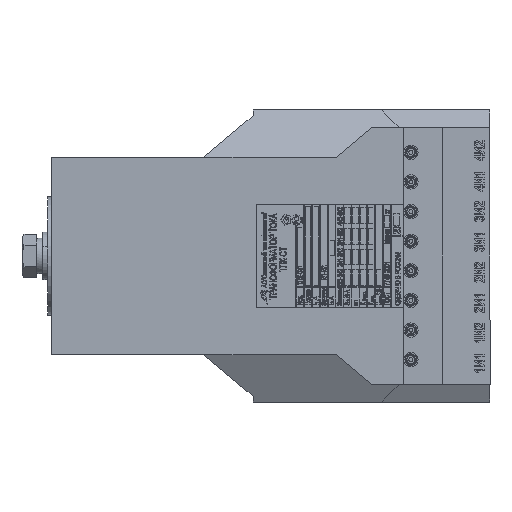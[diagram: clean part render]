
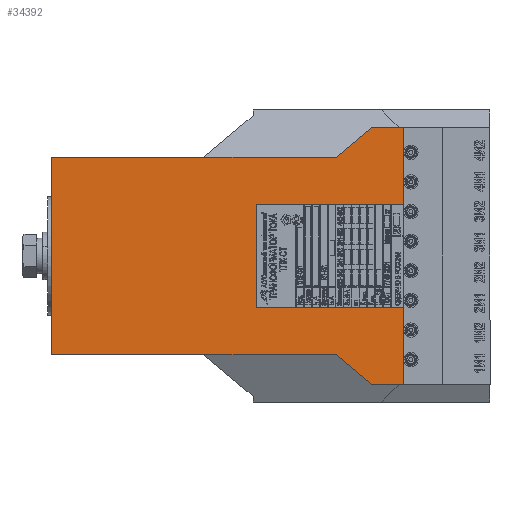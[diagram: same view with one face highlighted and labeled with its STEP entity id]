
A CAD part, left-side view. The second image highlights one B-rep face of the part: STEP entity #34392.
In plain terms, the highlighted planar face has unit normal (-1, 0, 0).
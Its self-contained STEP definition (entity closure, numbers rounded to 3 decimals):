
#2750 = DIRECTION ( 'NONE',  ( 0., 0., -1. ) ) ;
#8428 = VECTOR ( 'NONE', #155737, 1000. ) ;
#8583 = EDGE_LOOP ( 'NONE', ( #120609, #95116, #20621, #41617, #67440, #140845, #30953, #138272, #183220, #44404, #102196, #51079 ) ) ;
#13200 = CARTESIAN_POINT ( 'NONE',  ( -165., -26., 118. ) ) ;
#14110 = DIRECTION ( 'NONE',  ( 0., 0.643, 0.766 ) ) ;
#14613 = LINE ( 'NONE', #65769, #61719 ) ;
#14759 = VERTEX_POINT ( 'NONE', #142938 ) ;
#16495 = LINE ( 'NONE', #191462, #58606 ) ;
#20536 = VECTOR ( 'NONE', #14110, 1000. ) ;
#20602 = CARTESIAN_POINT ( 'NONE',  ( -165., 50., 222. ) ) ;
#20621 = ORIENTED_EDGE ( 'NONE', *, *, #90915, .F. ) ;
#24237 = DIRECTION ( 'NONE',  ( 1., 0., 0. ) ) ;
#25426 = VECTOR ( 'NONE', #116909, 1000. ) ;
#30953 = ORIENTED_EDGE ( 'NONE', *, *, #116254, .T. ) ;
#34392 = ADVANCED_FACE ( 'NONE', ( #186358 ), #55373, .F. ) ;
#36960 = VERTEX_POINT ( 'NONE', #20602 ) ;
#40192 = DIRECTION ( 'NONE',  ( 0., 0., -1. ) ) ;
#41617 = ORIENTED_EDGE ( 'NONE', *, *, #59980, .F. ) ;
#42243 = CARTESIAN_POINT ( 'NONE',  ( -165., 26., 44. ) ) ;
#42450 = LINE ( 'NONE', #42243, #126685 ) ;
#44404 = ORIENTED_EDGE ( 'NONE', *, *, #133463, .T. ) ;
#45465 = EDGE_CURVE ( 'NONE', #84626, #94648, #58831, .T. ) ;
#46175 = CARTESIAN_POINT ( 'NONE',  ( -165., 26., 118. ) ) ;
#51079 = ORIENTED_EDGE ( 'NONE', *, *, #58733, .T. ) ;
#51942 = CARTESIAN_POINT ( 'NONE',  ( -165., 26., 44. ) ) ;
#53533 = VECTOR ( 'NONE', #145509, 1000. ) ;
#55373 = PLANE ( 'NONE',  #81650 ) ;
#58606 = VECTOR ( 'NONE', #2750, 1000. ) ;
#58733 = EDGE_CURVE ( 'NONE', #126832, #175881, #62187, .T. ) ;
#58831 = LINE ( 'NONE', #94922, #100900 ) ;
#59980 = EDGE_CURVE ( 'NONE', #153384, #182299, #74121, .T. ) ;
#61719 = VECTOR ( 'NONE', #176329, 1000. ) ;
#62092 = DIRECTION ( 'NONE',  ( 0., 1., 0. ) ) ;
#62187 = LINE ( 'NONE', #113004, #99255 ) ;
#62256 = EDGE_CURVE ( 'NONE', #36960, #135497, #129795, .T. ) ;
#65769 = CARTESIAN_POINT ( 'NONE',  ( -165., 74., 44. ) ) ;
#66776 = LINE ( 'NONE', #46175, #108917 ) ;
#67440 = ORIENTED_EDGE ( 'NONE', *, *, #134009, .T. ) ;
#67470 = LINE ( 'NONE', #131423, #25426 ) ;
#74121 = LINE ( 'NONE', #131652, #180408 ) ;
#77012 = LINE ( 'NONE', #164989, #193145 ) ;
#78243 = CARTESIAN_POINT ( 'NONE',  ( -165., 50., 222. ) ) ;
#81650 = AXIS2_PLACEMENT_3D ( 'NONE', #181809, #24237, #134899 ) ;
#84626 = VERTEX_POINT ( 'NONE', #200924 ) ;
#86157 = DIRECTION ( 'NONE',  ( 0., -1., 0. ) ) ;
#89698 = CARTESIAN_POINT ( 'NONE',  ( -165., -26., 44. ) ) ;
#90915 = EDGE_CURVE ( 'NONE', #182299, #94517, #66776, .T. ) ;
#94128 = EDGE_CURVE ( 'NONE', #182603, #126832, #132727, .T. ) ;
#94517 = VERTEX_POINT ( 'NONE', #170304 ) ;
#94648 = VERTEX_POINT ( 'NONE', #175004 ) ;
#94922 = CARTESIAN_POINT ( 'NONE',  ( -165., -65., 60. ) ) ;
#95116 = ORIENTED_EDGE ( 'NONE', *, *, #111241, .F. ) ;
#99255 = VECTOR ( 'NONE', #161323, 1000. ) ;
#100900 = VECTOR ( 'NONE', #156492, 1000. ) ;
#102126 = CARTESIAN_POINT ( 'NONE',  ( -165., -50., 222. ) ) ;
#102196 = ORIENTED_EDGE ( 'NONE', *, *, #94128, .T. ) ;
#108917 = VECTOR ( 'NONE', #62092, 1000. ) ;
#111241 = EDGE_CURVE ( 'NONE', #94517, #165347, #42450, .T. ) ;
#113004 = CARTESIAN_POINT ( 'NONE',  ( -165., 65., 0. ) ) ;
#116254 = EDGE_CURVE ( 'NONE', #94648, #14759, #151716, .T. ) ;
#116909 = DIRECTION ( 'NONE',  ( 0., 0., -1. ) ) ;
#120609 = ORIENTED_EDGE ( 'NONE', *, *, #149654, .T. ) ;
#126685 = VECTOR ( 'NONE', #40192, 1000. ) ;
#126832 = VERTEX_POINT ( 'NONE', #188840 ) ;
#129671 = CARTESIAN_POINT ( 'NONE',  ( -165., 65., 60. ) ) ;
#129795 = LINE ( 'NONE', #78243, #8428 ) ;
#131423 = CARTESIAN_POINT ( 'NONE',  ( -165., 50., 222. ) ) ;
#131652 = CARTESIAN_POINT ( 'NONE',  ( -165., -26., 44. ) ) ;
#132727 = LINE ( 'NONE', #129671, #53533 ) ;
#133463 = EDGE_CURVE ( 'NONE', #36960, #182603, #67470, .T. ) ;
#134009 = EDGE_CURVE ( 'NONE', #153384, #84626, #77012, .T. ) ;
#134899 = DIRECTION ( 'NONE',  ( 0., 0., -1. ) ) ;
#135497 = VERTEX_POINT ( 'NONE', #102126 ) ;
#136833 = CARTESIAN_POINT ( 'NONE',  ( -165., 50., 77.876 ) ) ;
#138272 = ORIENTED_EDGE ( 'NONE', *, *, #170410, .F. ) ;
#140845 = ORIENTED_EDGE ( 'NONE', *, *, #45465, .T. ) ;
#142938 = CARTESIAN_POINT ( 'NONE',  ( -165., -50., 77.876 ) ) ;
#145509 = DIRECTION ( 'NONE',  ( 0., 0.643, -0.766 ) ) ;
#146830 = DIRECTION ( 'NONE',  ( 0., 0., 1. ) ) ;
#149654 = EDGE_CURVE ( 'NONE', #175881, #165347, #14613, .T. ) ;
#151716 = LINE ( 'NONE', #203517, #20536 ) ;
#153384 = VERTEX_POINT ( 'NONE', #89698 ) ;
#155737 = DIRECTION ( 'NONE',  ( 0., -1., 0. ) ) ;
#156492 = DIRECTION ( 'NONE',  ( 0., 0., 1. ) ) ;
#161323 = DIRECTION ( 'NONE',  ( 0., 0., -1. ) ) ;
#164989 = CARTESIAN_POINT ( 'NONE',  ( -165., 74., 44. ) ) ;
#165347 = VERTEX_POINT ( 'NONE', #51942 ) ;
#170304 = CARTESIAN_POINT ( 'NONE',  ( -165., 26., 118. ) ) ;
#170410 = EDGE_CURVE ( 'NONE', #135497, #14759, #16495, .T. ) ;
#175004 = CARTESIAN_POINT ( 'NONE',  ( -165., -65., 60. ) ) ;
#175881 = VERTEX_POINT ( 'NONE', #195519 ) ;
#176329 = DIRECTION ( 'NONE',  ( 0., -1., 0. ) ) ;
#180408 = VECTOR ( 'NONE', #146830, 1000. ) ;
#181809 = CARTESIAN_POINT ( 'NONE',  ( -165., 50., 222. ) ) ;
#182299 = VERTEX_POINT ( 'NONE', #13200 ) ;
#182603 = VERTEX_POINT ( 'NONE', #136833 ) ;
#183220 = ORIENTED_EDGE ( 'NONE', *, *, #62256, .F. ) ;
#186358 = FACE_OUTER_BOUND ( 'NONE', #8583, .T. ) ;
#188840 = CARTESIAN_POINT ( 'NONE',  ( -165., 65., 60. ) ) ;
#191462 = CARTESIAN_POINT ( 'NONE',  ( -165., -50., 222. ) ) ;
#193145 = VECTOR ( 'NONE', #86157, 1000. ) ;
#195519 = CARTESIAN_POINT ( 'NONE',  ( -165., 65., 44. ) ) ;
#200924 = CARTESIAN_POINT ( 'NONE',  ( -165., -65., 44. ) ) ;
#203517 = CARTESIAN_POINT ( 'NONE',  ( -165., -50., 77.876 ) ) ;
